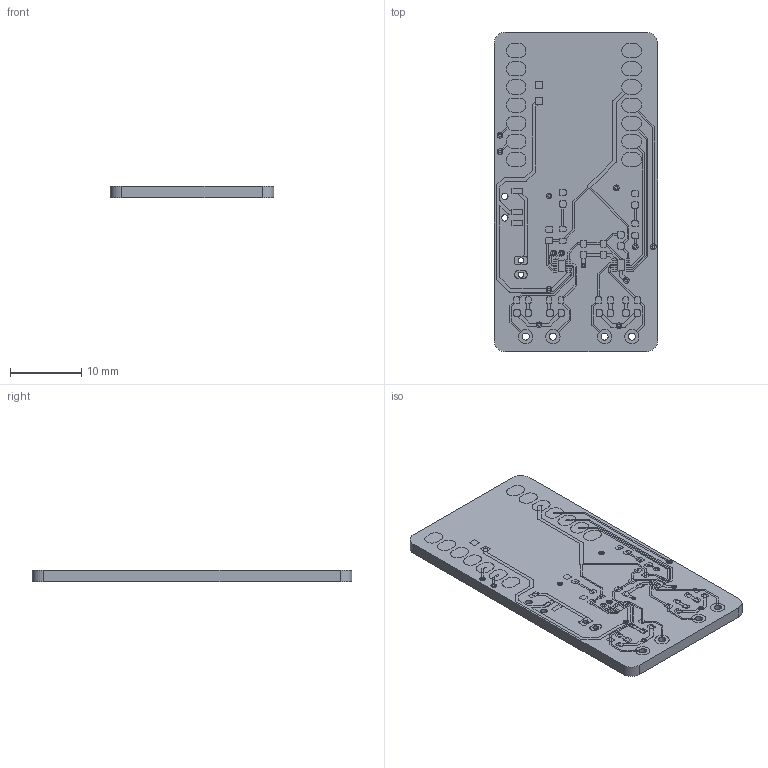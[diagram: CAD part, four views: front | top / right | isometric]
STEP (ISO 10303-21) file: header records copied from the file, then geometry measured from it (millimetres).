
FILE_DESCRIPTION(('FreeCAD Model'),'2;1');
FILE_NAME('Open CASCADE Shape Model','2023-03-13T11:42:20',(''),(''), 'Open CASCADE STEP processor 7.6','FreeCAD','Unknown');
FILE_SCHEMA(('AUTOMOTIVE_DESIGN { 1 0 10303 214 1 1 1 1 }'));
Length unit declared in the file: millimetre
Products named in the file (8): stick-and-slip_v2_2-channel; Local_CS_1895; Board_Geoms_1895; Pcb_1895; topPads_1895; topTracks_1895; botPads_1895; botTracks_1895
Assembly tree (7 placements, depth 3):
  stick-and-slip_v2_2-channel
    Local_CS_1895
    Board_Geoms_1895
      Pcb_1895
      topPads_1895
      topTracks_1895
      botPads_1895
      botTracks_1895
Bounding box: 22.89 x 44.72 x 1.64 mm (x, y, z)
Volume: 1625.5 mm3; surface area: 2533.9 mm2
Topology: 1 solids, 139 shells, 156 faces, 1082 edges, 1066 vertices
Faces by surface type: plane 144, cylinder 12
Full cylindrical faces by diameter (mm): 0.75 x2, 0.9 x2, 1 x4
Entity records: 12270 total; most frequent: CARTESIAN_POINT 2312, DIRECTION 1949, ORIENTED_EDGE 1130, EDGE_CURVE 1082, VERTEX_POINT 1066, AXIS2_PLACEMENT_3D 703, LINE 543, VECTOR 543
